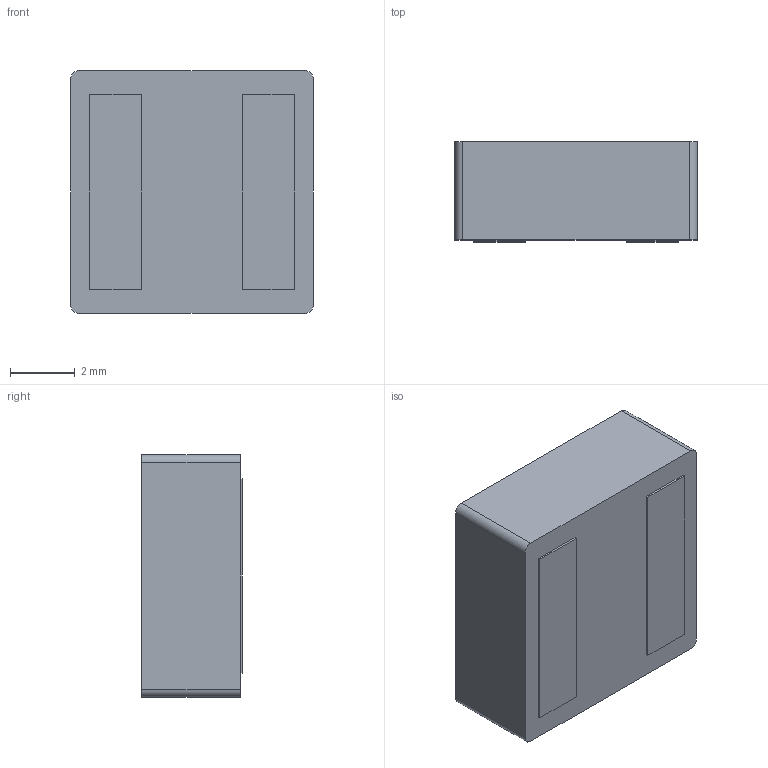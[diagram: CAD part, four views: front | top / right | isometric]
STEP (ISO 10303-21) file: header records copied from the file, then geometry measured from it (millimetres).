
FILE_DESCRIPTION (( 'STEP AP214' ), '1' );
FILE_NAME ('User Library-XAL7030-822.STEP', '2019-10-22T11:28:03', ( '' ), ( '' ), 'SwSTEP 2.0', 'SolidWorks 2019', '' );
FILE_SCHEMA (( 'AUTOMOTIVE_DESIGN' ));
Length unit declared in the file: inch
Products named in the file (1): User Library-XAL7030-822
Bounding box: 7.49 x 3.1 x 7.49 mm (x, y, z)
Volume: 171.6 mm3; surface area: 242.1 mm2
Topology: 3 solids, 3 shells, 29 faces, 100 edges, 84 vertices
Faces by surface type: plane 25, cylinder 4
Entity records: 1923 total; most frequent: CARTESIAN_POINT 685, ORIENTED_EDGE 200, DIRECTION 138, EDGE_CURVE 100, VERTEX_POINT 84, LINE 62, VECTOR 62, AXIS2_PLACEMENT_3D 38
